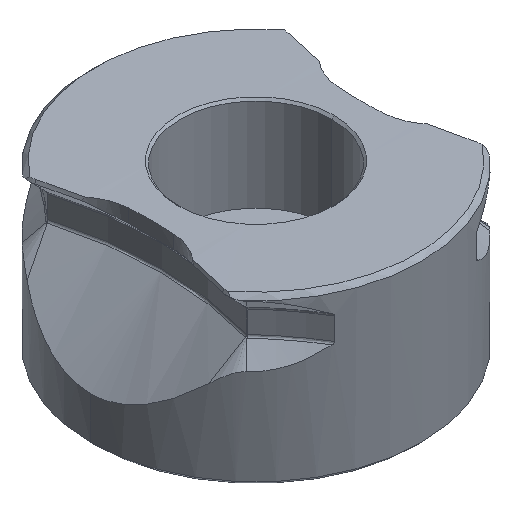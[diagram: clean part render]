
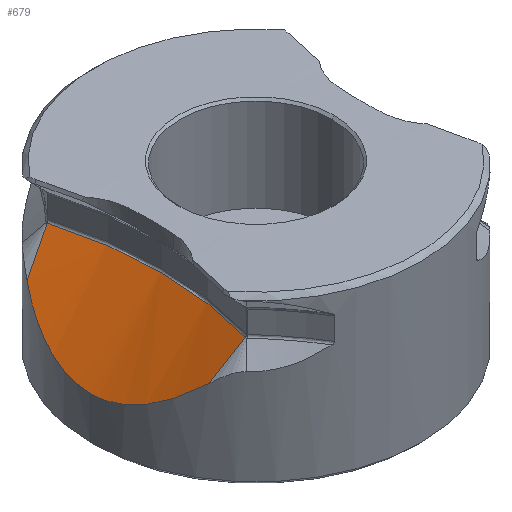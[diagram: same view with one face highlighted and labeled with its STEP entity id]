
A CAD part, isometric view. The second image highlights one B-rep face of the part: STEP entity #679.
In plain terms, the highlighted free-form (B-spline) face has degree [1, 3] with [2, 4] control points.
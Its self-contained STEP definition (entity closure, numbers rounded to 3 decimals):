
#3 = VERTEX_POINT ( 'NONE', #1041 ) ;
#100 = EDGE_CURVE ( 'NONE', #3, #137, #1149, .T. ) ;
#137 = VERTEX_POINT ( 'NONE', #1156 ) ;
#460 = EDGE_CURVE ( 'NONE', #468, #3, #2087, .T. ) ;
#468 = VERTEX_POINT ( 'NONE', #1975 ) ;
#481 = ORIENTED_EDGE ( 'NONE', *, *, #460, .F. ) ;
#497 = VERTEX_POINT ( 'NONE', #2205 ) ;
#498 = ORIENTED_EDGE ( 'NONE', *, *, #730, .F. ) ;
#661 = ORIENTED_EDGE ( 'NONE', *, *, #689, .F. ) ;
#678 = ORIENTED_EDGE ( 'NONE', *, *, #100, .F. ) ;
#679 = ADVANCED_FACE ( 'NONE', ( #2429 ), #2447, .F. ) ;
#689 = EDGE_CURVE ( 'NONE', #717, #497, #2425, .T. ) ;
#701 = ORIENTED_EDGE ( 'NONE', *, *, #721, .T. ) ;
#717 = VERTEX_POINT ( 'NONE', #2597 ) ;
#721 = EDGE_CURVE ( 'NONE', #468, #497, #2599, .T. ) ;
#729 = EDGE_LOOP ( 'NONE', ( #701, #661, #498, #678, #481 ) ) ;
#730 = EDGE_CURVE ( 'NONE', #137, #717, #2714, .T. ) ;
#1041 = CARTESIAN_POINT ( 'NONE',  ( -9.525, 0., -6.845 ) ) ;
#1122 = CARTESIAN_POINT ( 'NONE',  ( -7.999, 5.171, -4.574 ) ) ;
#1144 = CARTESIAN_POINT ( 'NONE',  ( -9.446, 1.246, -6.72 ) ) ;
#1145 = CARTESIAN_POINT ( 'NONE',  ( -9.476, 0.997, -6.767 ) ) ;
#1146 = CARTESIAN_POINT ( 'NONE',  ( -9.515, 0.499, -6.829 ) ) ;
#1149 = B_SPLINE_CURVE_WITH_KNOTS ( 'NONE', 3,
 ( #1238, #1237, #1146, #1145, #1144, #1217, #1216, #1215, #1214, #1213, #1212, #1211, #1210, #1122 ),
 .UNSPECIFIED., .F., .F.,
 ( 4, 2, 2, 2, 2, 2, 4 ),
 ( 0.006, 0.007, 0.008, 0.008, 0.009, 0.011, 0.012 ),
 .UNSPECIFIED. ) ;
#1156 = CARTESIAN_POINT ( 'NONE',  ( -7.999, 5.171, -4.574 ) ) ;
#1210 = CARTESIAN_POINT ( 'NONE',  ( -8.217, 4.834, -4.878 ) ) ;
#1211 = CARTESIAN_POINT ( 'NONE',  ( -8.42, 4.474, -5.168 ) ) ;
#1212 = CARTESIAN_POINT ( 'NONE',  ( -8.783, 3.71, -5.701 ) ) ;
#1213 = CARTESIAN_POINT ( 'NONE',  ( -8.945, 3.305, -5.944 ) ) ;
#1214 = CARTESIAN_POINT ( 'NONE',  ( -9.152, 2.651, -6.26 ) ) ;
#1215 = CARTESIAN_POINT ( 'NONE',  ( -9.214, 2.424, -6.357 ) ) ;
#1216 = CARTESIAN_POINT ( 'NONE',  ( -9.323, 1.963, -6.527 ) ) ;
#1217 = CARTESIAN_POINT ( 'NONE',  ( -9.37, 1.728, -6.6 ) ) ;
#1237 = CARTESIAN_POINT ( 'NONE',  ( -9.525, 0.25, -6.845 ) ) ;
#1238 = CARTESIAN_POINT ( 'NONE',  ( -9.525, 0., -6.845 ) ) ;
#1857 = CARTESIAN_POINT ( 'NONE',  ( -6.315, 5.696, -2.81 ) ) ;
#1858 = CARTESIAN_POINT ( 'NONE',  ( -10.811, -4.439, -7.478 ) ) ;
#1860 = CARTESIAN_POINT ( 'NONE',  ( -9.948, -1.568, -7.478 ) ) ;
#1975 = CARTESIAN_POINT ( 'NONE',  ( -7.955, -5.238, -4.512 ) ) ;
#1977 = CARTESIAN_POINT ( 'NONE',  ( -9.525, 0., -6.845 ) ) ;
#1978 = CARTESIAN_POINT ( 'NONE',  ( -9.525, -0.255, -6.845 ) ) ;
#1979 = CARTESIAN_POINT ( 'NONE',  ( -9.515, -0.509, -6.829 ) ) ;
#1980 = CARTESIAN_POINT ( 'NONE',  ( -9.474, -1.02, -6.763 ) ) ;
#1981 = CARTESIAN_POINT ( 'NONE',  ( -9.443, -1.271, -6.715 ) ) ;
#1982 = CARTESIAN_POINT ( 'NONE',  ( -9.364, -1.761, -6.59 ) ) ;
#1983 = CARTESIAN_POINT ( 'NONE',  ( -9.316, -2., -6.515 ) ) ;
#1984 = CARTESIAN_POINT ( 'NONE',  ( -9.203, -2.468, -6.339 ) ) ;
#1985 = CARTESIAN_POINT ( 'NONE',  ( -9.138, -2.699, -6.239 ) ) ;
#1986 = CARTESIAN_POINT ( 'NONE',  ( -8.924, -3.361, -5.913 ) ) ;
#1987 = CARTESIAN_POINT ( 'NONE',  ( -8.758, -3.769, -5.663 ) ) ;
#1988 = CARTESIAN_POINT ( 'NONE',  ( -8.385, -4.538, -5.119 ) ) ;
#2070 = CARTESIAN_POINT ( 'NONE',  ( -8.179, -4.898, -4.824 ) ) ;
#2071 = CARTESIAN_POINT ( 'NONE',  ( -7.955, -5.238, -4.512 ) ) ;
#2087 = B_SPLINE_CURVE_WITH_KNOTS ( 'NONE', 3,
 ( #2071, #2070, #1988, #1987, #1986, #1985, #1984, #1983, #1982, #1981, #1980, #1979, #1978, #1977 ),
 .UNSPECIFIED., .F., .F.,
 ( 4, 2, 2, 2, 2, 2, 4 ),
 ( 0., 0.002, 0.003, 0.004, 0.005, 0.005, 0.006 ),
 .UNSPECIFIED. ) ;
#2195 = CARTESIAN_POINT ( 'NONE',  ( -5.208, 1.952, -2.81 ) ) ;
#2200 = CARTESIAN_POINT ( 'NONE',  ( -5.208, -1.953, -2.81 ) ) ;
#2205 = CARTESIAN_POINT ( 'NONE',  ( -6.316, -5.698, -2.81 ) ) ;
#2240 = CARTESIAN_POINT ( 'NONE',  ( -6.316, -5.698, -2.81 ) ) ;
#2421 = CARTESIAN_POINT ( 'NONE',  ( -9.935, 1.429, -7.478 ) ) ;
#2422 = CARTESIAN_POINT ( 'NONE',  ( -10.772, 4.307, -7.478 ) ) ;
#2423 = CARTESIAN_POINT ( 'NONE',  ( -25.575, 0., -2.81 ) ) ;
#2424 = AXIS2_PLACEMENT_3D ( 'NONE', #2423, #2449, #2448 ) ;
#2425 = CIRCLE ( 'NONE', #2424, 20.084 ) ;
#2429 = FACE_OUTER_BOUND ( 'NONE', #729, .T. ) ;
#2447 =( BOUNDED_SURFACE ( )  B_SPLINE_SURFACE ( 1, 3, ( 
 ( #2422, #2421, #1860, #1858 ),
 ( #1857, #2195, #2200, #2240 ) ),
 .UNSPECIFIED., .F., .F., .T. ) 
 B_SPLINE_SURFACE_WITH_KNOTS ( ( 2, 2 ),
 ( 4, 4 ),
 ( 0., 1. ),
 ( 0., 1. ),
 .UNSPECIFIED. ) 
 GEOMETRIC_REPRESENTATION_ITEM ( )  RATIONAL_B_SPLINE_SURFACE ( (
 ( 1., 0.973, 0.973, 1.),
 ( 1., 0.973, 0.973, 1.) ) ) 
 REPRESENTATION_ITEM ( '' )  SURFACE ( )  );
#2448 = DIRECTION ( 'NONE',  ( -1., 0., 0. ) ) ;
#2449 = DIRECTION ( 'NONE',  ( 0., 0., -1. ) ) ;
#2597 = CARTESIAN_POINT ( 'NONE',  ( -6.315, 5.696, -2.81 ) ) ;
#2599 = LINE ( 'NONE', #2732, #2731 ) ;
#2701 = VECTOR ( 'NONE', #2734, 1000. ) ;
#2714 = LINE ( 'NONE', #2735, #2701 ) ;
#2730 = DIRECTION ( 'NONE',  ( 0.681, -0.191, 0.707 ) ) ;
#2731 = VECTOR ( 'NONE', #2730, 1000. ) ;
#2732 = CARTESIAN_POINT ( 'NONE',  ( -10.811, -4.439, -7.478 ) ) ;
#2734 = DIRECTION ( 'NONE',  ( 0.675, 0.21, 0.707 ) ) ;
#2735 = CARTESIAN_POINT ( 'NONE',  ( -10.772, 4.307, -7.478 ) ) ;
